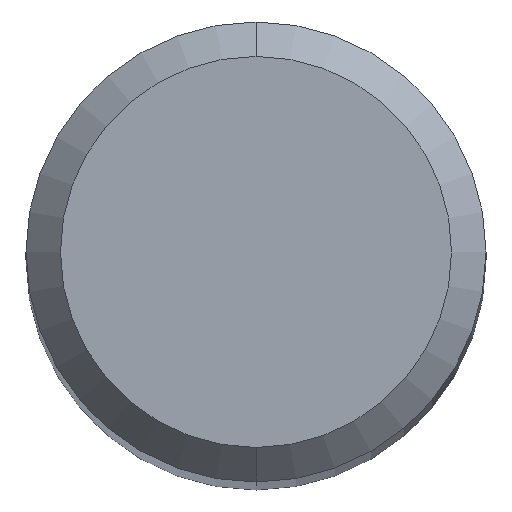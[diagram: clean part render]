
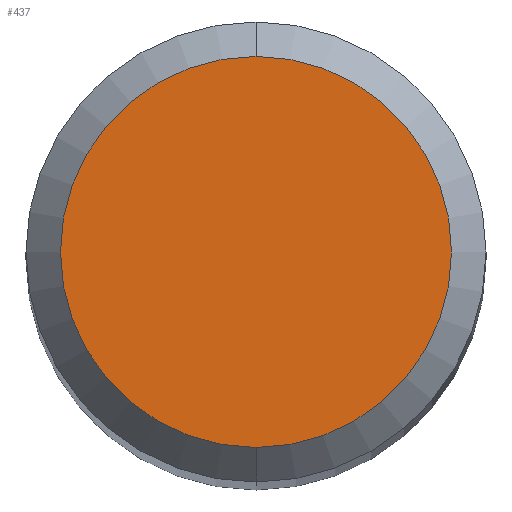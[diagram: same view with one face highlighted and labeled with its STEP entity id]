
A CAD part, top view. The second image highlights one B-rep face of the part: STEP entity #437.
In plain terms, the highlighted planar face has unit normal (0, 0, 1).
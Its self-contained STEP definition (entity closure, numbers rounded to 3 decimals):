
#231=EDGE_CURVE('',#399,#447,#536,.T.);
#399=VERTEX_POINT('',#723);
#429=EDGE_CURVE('',#447,#399,#755,.T.);
#437=ADVANCED_FACE('',(#764),#765,.T.);
#447=VERTEX_POINT('',#775);
#536=CIRCLE('',#947,1.7);
#723=CARTESIAN_POINT('',(0.,-1.7,0.0));
#755=CIRCLE('',#1349,1.7);
#764=FACE_OUTER_BOUND('',#1361,.T.);
#765=PLANE('',#1362);
#775=CARTESIAN_POINT('',(0.0,1.7,0.0));
#947=AXIS2_PLACEMENT_3D('',#1480,#1481,#1482);
#1349=AXIS2_PLACEMENT_3D('',#1732,#1733,#1734);
#1361=EDGE_LOOP('',(#1748,#1749));
#1362=AXIS2_PLACEMENT_3D('',#1750,#1751,#1752);
#1480=CARTESIAN_POINT('',(0.0,0.0,0.0));
#1481=DIRECTION('',(0.0,0.0,-1.0));
#1482=DIRECTION('',(0.0,1.0,0.0));
#1732=CARTESIAN_POINT('',(0.0,0.0,0.0));
#1733=DIRECTION('',(0.0,0.0,-1.0));
#1734=DIRECTION('',(0.0,1.0,0.0));
#1748=ORIENTED_EDGE('',*,*,#429,.F.);
#1749=ORIENTED_EDGE('',*,*,#231,.F.);
#1750=CARTESIAN_POINT('',(0.0,0.85,0.0));
#1751=DIRECTION('',(-0.0,0.0,1.0));
#1752=DIRECTION('',(0.0,-1.0,0.0));
